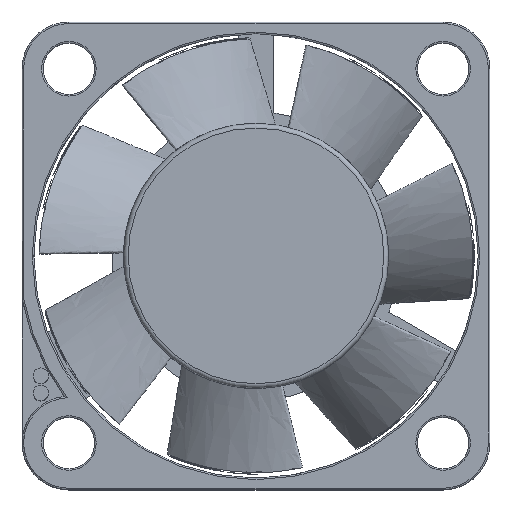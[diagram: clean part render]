
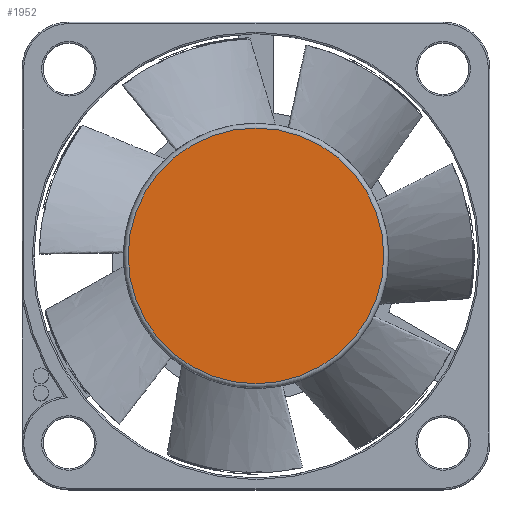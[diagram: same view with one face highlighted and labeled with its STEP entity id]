
A CAD part, top view. The second image highlights one B-rep face of the part: STEP entity #1952.
In plain terms, the highlighted planar face has unit normal (0, 0, 1).
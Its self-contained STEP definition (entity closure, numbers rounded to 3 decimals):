
#579=ORIENTED_EDGE('',*,*,#817,.T.);
#817=EDGE_CURVE('',#958,#958,#1072,.F.);
#958=VERTEX_POINT('',#4844);
#1072=CIRCLE('',#2137,8.2);
#1182=EDGE_LOOP('',(#579));
#1331=FACE_BOUND('',#1182,.T.);
#1388=PLANE('',#2136);
#1952=ADVANCED_FACE('',(#1331),#1388,.F.);
#2136=AXIS2_PLACEMENT_3D('',#4842,#2505,#2506);
#2137=AXIS2_PLACEMENT_3D('',#4843,#2507,#2508);
#2505=DIRECTION('',(0.,0.,-1.));
#2506=DIRECTION('',(-1.,0.,0.));
#2507=DIRECTION('',(0.,0.,-1.));
#2508=DIRECTION('',(-1.,0.,0.));
#4842=CARTESIAN_POINT('',(0.,0.,3.));
#4843=CARTESIAN_POINT('',(0.,0.,3.));
#4844=CARTESIAN_POINT('',(-8.2,0.,3.));
